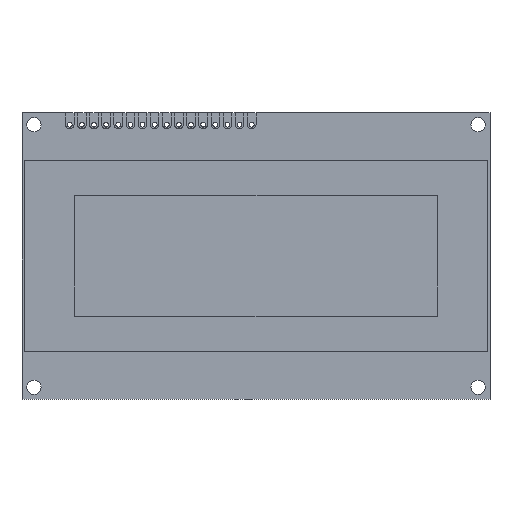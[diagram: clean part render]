
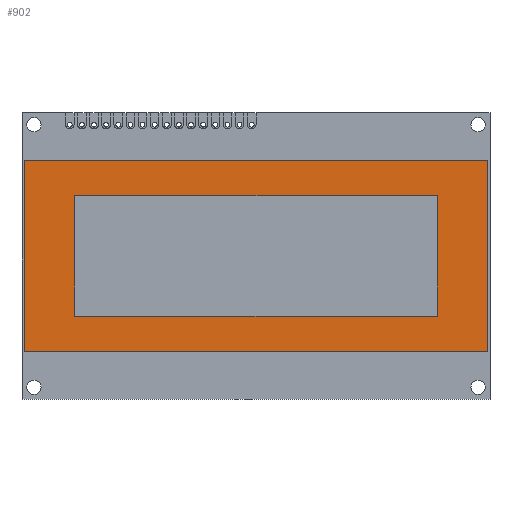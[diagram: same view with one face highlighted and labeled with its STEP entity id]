
A CAD part, top view. The second image highlights one B-rep face of the part: STEP entity #902.
In plain terms, the highlighted planar face has unit normal (0, 0, 1).
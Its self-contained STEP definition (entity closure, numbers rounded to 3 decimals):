
#21 = PLANE ( 'NONE',  #4465 ) ;
#162 = EDGE_CURVE ( 'NONE', #1323, #796, #1798, .T. ) ;
#294 = FACE_BOUND ( 'NONE', #2062, .T. ) ;
#317 = VERTEX_POINT ( 'NONE', #2430 ) ;
#552 = CARTESIAN_POINT ( 'NONE',  ( 38., 12.6, 10.3 ) ) ;
#555 = DIRECTION ( 'NONE',  ( -1., 0., 0. ) ) ;
#571 = VECTOR ( 'NONE', #2960, 1000. ) ;
#758 = EDGE_CURVE ( 'NONE', #4543, #3863, #1941, .T. ) ;
#796 = VERTEX_POINT ( 'NONE', #1360 ) ;
#817 = VERTEX_POINT ( 'NONE', #5301 ) ;
#828 = ORIENTED_EDGE ( 'NONE', *, *, #1392, .T. ) ;
#876 = LINE ( 'NONE', #1913, #4265 ) ;
#902 = ADVANCED_FACE ( 'NONE', ( #294, #4300 ), #21, .T. ) ;
#1056 = EDGE_LOOP ( 'NONE', ( #1942, #828, #1505, #3521 ) ) ;
#1323 = VERTEX_POINT ( 'NONE', #5059 ) ;
#1360 = CARTESIAN_POINT ( 'NONE',  ( 48.5, 20., 10.3 ) ) ;
#1392 = EDGE_CURVE ( 'NONE', #3863, #1323, #5267, .T. ) ;
#1399 = CARTESIAN_POINT ( 'NONE',  ( -48.5, 20., 10.3 ) ) ;
#1505 = ORIENTED_EDGE ( 'NONE', *, *, #162, .T. ) ;
#1531 = VECTOR ( 'NONE', #3572, 1000. ) ;
#1559 = LINE ( 'NONE', #552, #4607 ) ;
#1656 = DIRECTION ( 'NONE',  ( 0., -1., 0. ) ) ;
#1790 = DIRECTION ( 'NONE',  ( -1., 0., 0. ) ) ;
#1798 = LINE ( 'NONE', #4867, #1531 ) ;
#1905 = DIRECTION ( 'NONE',  ( 1., 0., 0. ) ) ;
#1913 = CARTESIAN_POINT ( 'NONE',  ( -38., 12.6, 10.3 ) ) ;
#1941 = LINE ( 'NONE', #2577, #571 ) ;
#1942 = ORIENTED_EDGE ( 'NONE', *, *, #758, .T. ) ;
#1994 = DIRECTION ( 'NONE',  ( 1., 0., 0. ) ) ;
#2062 = EDGE_LOOP ( 'NONE', ( #4076, #3594, #2954, #3939 ) ) ;
#2162 = CARTESIAN_POINT ( 'NONE',  ( 38., -12.6, 10.3 ) ) ;
#2310 = DIRECTION ( 'NONE',  ( 0., 1., 0. ) ) ;
#2332 = CARTESIAN_POINT ( 'NONE',  ( -48.5, 20., 10.3 ) ) ;
#2365 = VECTOR ( 'NONE', #1994, 1000. ) ;
#2425 = VECTOR ( 'NONE', #4348, 1000. ) ;
#2430 = CARTESIAN_POINT ( 'NONE',  ( -38., 12.6, 10.3 ) ) ;
#2577 = CARTESIAN_POINT ( 'NONE',  ( -48.5, 20., 10.3 ) ) ;
#2915 = LINE ( 'NONE', #1399, #3916 ) ;
#2954 = ORIENTED_EDGE ( 'NONE', *, *, #3318, .F. ) ;
#2960 = DIRECTION ( 'NONE',  ( 0., -1., 0. ) ) ;
#3006 = LINE ( 'NONE', #4683, #4028 ) ;
#3021 = CARTESIAN_POINT ( 'NONE',  ( -38., -12.6, 10.3 ) ) ;
#3305 = EDGE_CURVE ( 'NONE', #796, #4543, #2915, .T. ) ;
#3318 = EDGE_CURVE ( 'NONE', #5510, #817, #1559, .T. ) ;
#3505 = DIRECTION ( 'NONE',  ( 0., 0., 1. ) ) ;
#3521 = ORIENTED_EDGE ( 'NONE', *, *, #3305, .T. ) ;
#3572 = DIRECTION ( 'NONE',  ( 0., 1., 0. ) ) ;
#3594 = ORIENTED_EDGE ( 'NONE', *, *, #5086, .F. ) ;
#3751 = EDGE_CURVE ( 'NONE', #4256, #5510, #3890, .T. ) ;
#3863 = VERTEX_POINT ( 'NONE', #5246 ) ;
#3890 = LINE ( 'NONE', #3021, #2425 ) ;
#3916 = VECTOR ( 'NONE', #1790, 1000. ) ;
#3939 = ORIENTED_EDGE ( 'NONE', *, *, #3751, .F. ) ;
#4028 = VECTOR ( 'NONE', #1656, 1000. ) ;
#4076 = ORIENTED_EDGE ( 'NONE', *, *, #4207, .F. ) ;
#4207 = EDGE_CURVE ( 'NONE', #317, #4256, #3006, .T. ) ;
#4256 = VERTEX_POINT ( 'NONE', #5625 ) ;
#4265 = VECTOR ( 'NONE', #555, 1000. ) ;
#4300 = FACE_OUTER_BOUND ( 'NONE', #1056, .T. ) ;
#4348 = DIRECTION ( 'NONE',  ( 1., 0., 0. ) ) ;
#4465 = AXIS2_PLACEMENT_3D ( 'NONE', #5236, #3505, #1905 ) ;
#4543 = VERTEX_POINT ( 'NONE', #2332 ) ;
#4607 = VECTOR ( 'NONE', #2310, 1000. ) ;
#4683 = CARTESIAN_POINT ( 'NONE',  ( -38., 12.6, 10.3 ) ) ;
#4867 = CARTESIAN_POINT ( 'NONE',  ( 48.5, 20., 10.3 ) ) ;
#5059 = CARTESIAN_POINT ( 'NONE',  ( 48.5, -20., 10.3 ) ) ;
#5078 = CARTESIAN_POINT ( 'NONE',  ( -48.5, -20., 10.3 ) ) ;
#5086 = EDGE_CURVE ( 'NONE', #817, #317, #876, .T. ) ;
#5236 = CARTESIAN_POINT ( 'NONE',  ( 0., 0., 10.3 ) ) ;
#5246 = CARTESIAN_POINT ( 'NONE',  ( -48.5, -20., 10.3 ) ) ;
#5267 = LINE ( 'NONE', #5078, #2365 ) ;
#5301 = CARTESIAN_POINT ( 'NONE',  ( 38., 12.6, 10.3 ) ) ;
#5510 = VERTEX_POINT ( 'NONE', #2162 ) ;
#5625 = CARTESIAN_POINT ( 'NONE',  ( -38., -12.6, 10.3 ) ) ;
